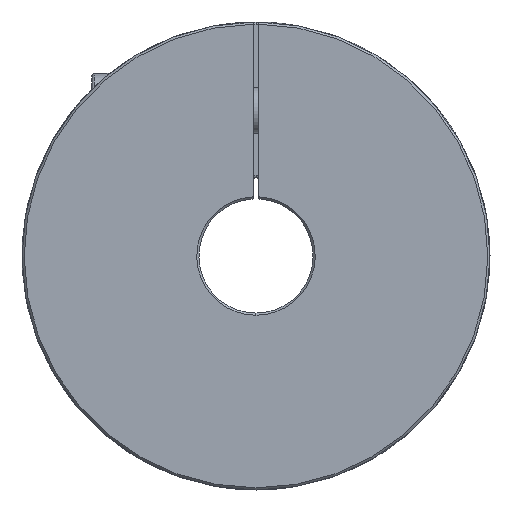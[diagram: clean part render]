
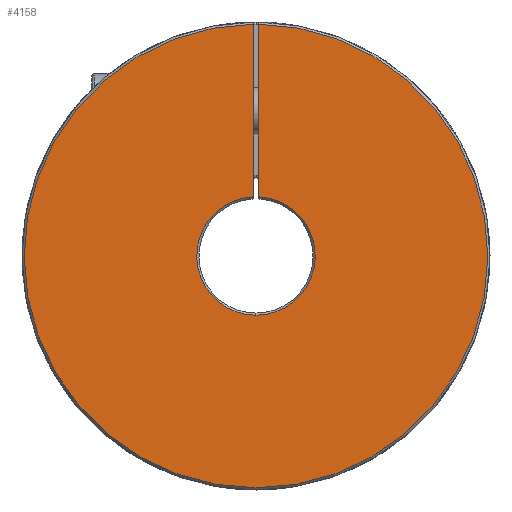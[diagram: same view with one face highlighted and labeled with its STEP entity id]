
A CAD part, left-side view. The second image highlights one B-rep face of the part: STEP entity #4158.
In plain terms, the highlighted planar face has unit normal (-1, 0, 0).
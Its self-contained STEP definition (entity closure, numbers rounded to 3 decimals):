
#14 = AXIS2_PLACEMENT_3D ( 'NONE', #9248, #9254, #9255 ) ;
#181 = AXIS2_PLACEMENT_3D ( 'NONE', #1209, #1210, #1211 ) ;
#221 = AXIS2_PLACEMENT_3D ( 'NONE', #1534, #1536, #1537 ) ;
#223 = AXIS2_PLACEMENT_3D ( 'NONE', #1531, #1532, #1533 ) ;
#590 = CIRCLE ( 'NONE', #181, 10.381 ) ;
#654 = LINE ( 'NONE', #1538, #660 ) ;
#656 = VECTOR ( 'NONE', #1526, 1000. ) ;
#658 = LINE ( 'NONE', #1525, #656 ) ;
#660 = VECTOR ( 'NONE', #1539, 1000. ) ;
#669 = CIRCLE ( 'NONE', #223, 10.381 ) ;
#671 = CIRCLE ( 'NONE', #221, 40.619 ) ;
#1209 = CARTESIAN_POINT ( 'NONE',  ( -43., 0., 0. ) ) ;
#1210 = DIRECTION ( 'NONE',  ( -1., 0., 0. ) ) ;
#1211 = DIRECTION ( 'NONE',  ( 0., 0., -1. ) ) ;
#1525 = CARTESIAN_POINT ( 'NONE',  ( -43., 0.5, 0. ) ) ;
#1526 = DIRECTION ( 'NONE',  ( 0., 0., 1. ) ) ;
#1531 = CARTESIAN_POINT ( 'NONE',  ( -43., 0., 0. ) ) ;
#1532 = DIRECTION ( 'NONE',  ( -1., 0., 0. ) ) ;
#1533 = DIRECTION ( 'NONE',  ( 0., 0., -1. ) ) ;
#1534 = CARTESIAN_POINT ( 'NONE',  ( -43., 0., 0. ) ) ;
#1536 = DIRECTION ( 'NONE',  ( 1., 0., 0. ) ) ;
#1537 = DIRECTION ( 'NONE',  ( 0., 0., -1. ) ) ;
#1538 = CARTESIAN_POINT ( 'NONE',  ( -43., -0.5, 0. ) ) ;
#1539 = DIRECTION ( 'NONE',  ( 0., 0., 1. ) ) ;
#3144 = VERTEX_POINT ( 'NONE', #6474 ) ;
#3145 = VERTEX_POINT ( 'NONE', #6475 ) ;
#3146 = VERTEX_POINT ( 'NONE', #6476 ) ;
#3185 = VERTEX_POINT ( 'NONE', #6515 ) ;
#3186 = VERTEX_POINT ( 'NONE', #6516 ) ;
#3520 = EDGE_LOOP ( 'NONE', ( #5877, #5878, #5879, #5880, #5881 ) ) ;
#4158 = ADVANCED_FACE ( 'NONE', ( #8503 ), #9249, .T. ) ;
#4439 = EDGE_CURVE ( 'NONE', #3186, #3185, #590, .T. ) ;
#5527 = EDGE_CURVE ( 'NONE', #3145, #3144, #658, .T. ) ;
#5530 = EDGE_CURVE ( 'NONE', #3145, #3186, #669, .T. ) ;
#5531 = EDGE_CURVE ( 'NONE', #3146, #3144, #671, .T. ) ;
#5532 = EDGE_CURVE ( 'NONE', #3185, #3146, #654, .T. ) ;
#5877 = ORIENTED_EDGE ( 'NONE', *, *, #5532, .F. ) ;
#5878 = ORIENTED_EDGE ( 'NONE', *, *, #4439, .F. ) ;
#5879 = ORIENTED_EDGE ( 'NONE', *, *, #5530, .F. ) ;
#5880 = ORIENTED_EDGE ( 'NONE', *, *, #5527, .T. ) ;
#5881 = ORIENTED_EDGE ( 'NONE', *, *, #5531, .F. ) ;
#6474 = CARTESIAN_POINT ( 'NONE',  ( -43., 0.5, 40.616 ) ) ;
#6475 = CARTESIAN_POINT ( 'NONE',  ( -43., 0.5, 10.369 ) ) ;
#6476 = CARTESIAN_POINT ( 'NONE',  ( -43., -0.5, 40.616 ) ) ;
#6515 = CARTESIAN_POINT ( 'NONE',  ( -43., -0.5, 10.369 ) ) ;
#6516 = CARTESIAN_POINT ( 'NONE',  ( -43., 0., -10.381 ) ) ;
#8503 = FACE_OUTER_BOUND ( 'NONE', #3520, .T. ) ;
#9248 = CARTESIAN_POINT ( 'NONE',  ( -43., 0., 0. ) ) ;
#9249 = PLANE ( 'NONE',  #14 ) ;
#9254 = DIRECTION ( 'NONE',  ( -1., 0., 0. ) ) ;
#9255 = DIRECTION ( 'NONE',  ( 0., 0., -1. ) ) ;
